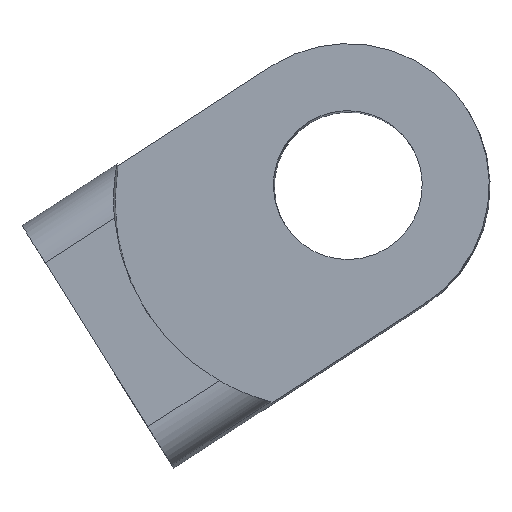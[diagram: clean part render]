
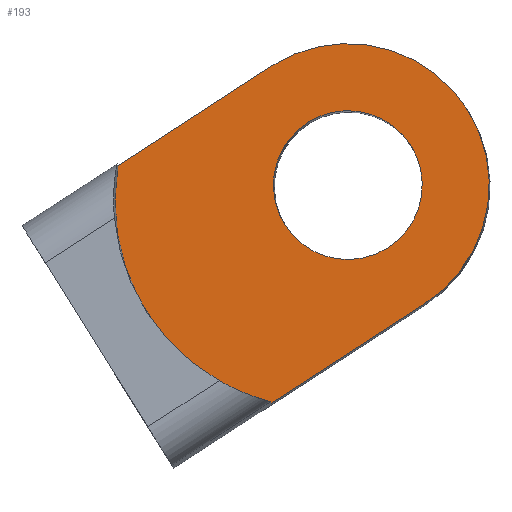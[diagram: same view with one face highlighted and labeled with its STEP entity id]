
A CAD part, front view. The second image highlights one B-rep face of the part: STEP entity #193.
In plain terms, the highlighted planar face has unit normal (-0.009, -1, 0.015).
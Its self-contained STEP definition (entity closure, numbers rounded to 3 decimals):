
#21 = EDGE_CURVE('',#22,#24,#26,.T.);
#22 = VERTEX_POINT('',#23);
#23 = CARTESIAN_POINT('',(-114.424,47.006,
    526.246));
#24 = VERTEX_POINT('',#25);
#25 = CARTESIAN_POINT('',(-104.24,47.009,532.844
    ));
#26 = SURFACE_CURVE('',#27,(#31,#43),.PCURVE_S1.);
#27 = LINE('',#28,#29);
#28 = CARTESIAN_POINT('',(-105.005,47.009,
    532.349));
#29 = VECTOR('',#30,1.);
#30 = DIRECTION('',(0.839,0.,0.544));
#31 = PCURVE('',#32,#37);
#32 = PLANE('',#33);
#33 = AXIS2_PLACEMENT_3D('',#34,#35,#36);
#34 = CARTESIAN_POINT('',(-104.333,37.011,
    532.992));
#35 = DIRECTION('',(0.544,-0.017,-0.839));
#36 = DIRECTION('',(0.839,0.,0.544));
#37 = DEFINITIONAL_REPRESENTATION('',(#38),#42);
#38 = LINE('',#39,#40);
#39 = CARTESIAN_POINT('',(-0.911,-10.));
#40 = VECTOR('',#41,1.);
#41 = DIRECTION('',(1.,0.));
#42 = ( GEOMETRIC_REPRESENTATION_CONTEXT(2) 
PARAMETRIC_REPRESENTATION_CONTEXT() REPRESENTATION_CONTEXT('2D SPACE',''
  ) );
#43 = PCURVE('',#44,#49);
#44 = PLANE('',#45);
#45 = AXIS2_PLACEMENT_3D('',#46,#47,#48);
#46 = CARTESIAN_POINT('',(-110.917,47.174,
    539.799));
#47 = DIRECTION('',(-0.009,-1.,
    0.015));
#48 = DIRECTION('',(0.53,-0.017,-0.848)
  );
#49 = DEFINITIONAL_REPRESENTATION('',(#50),#54);
#50 = LINE('',#51,#52);
#51 = CARTESIAN_POINT('',(9.453,1.066));
#52 = VECTOR('',#53,1.);
#53 = DIRECTION('',(-0.016,1.));
#54 = ( GEOMETRIC_REPRESENTATION_CONTEXT(2) 
PARAMETRIC_REPRESENTATION_CONTEXT() REPRESENTATION_CONTEXT('2D SPACE',''
  ) );
#72 = CYLINDRICAL_SURFACE('',#73,9.5);
#73 = AXIS2_PLACEMENT_3D('',#74,#75,#76);
#74 = CARTESIAN_POINT('',(-109.366,37.177,541.047)
  );
#75 = DIRECTION('',(-0.009,-1.,
    0.015));
#76 = DIRECTION('',(0.848,0.,0.53));
#182 = CYLINDRICAL_SURFACE('',#183,14.);
#183 = AXIS2_PLACEMENT_3D('',#184,#185,#186);
#184 = CARTESIAN_POINT('',(-111.009,37.176,
    539.947));
#185 = DIRECTION('',(-0.009,-1.,
    0.015));
#186 = DIRECTION('',(0.848,0.,0.53));
#193 = ADVANCED_FACE('',(#194,#279),#44,.T.);
#194 = FACE_BOUND('',#195,.F.);
#195 = EDGE_LOOP('',(#196,#197,#225,#253));
#196 = ORIENTED_EDGE('',*,*,#21,.F.);
#197 = ORIENTED_EDGE('',*,*,#198,.T.);
#198 = EDGE_CURVE('',#22,#199,#201,.T.);
#199 = VERTEX_POINT('',#200);
#200 = CARTESIAN_POINT('',(-124.706,47.337,
    542.218));
#201 = SURFACE_CURVE('',#202,(#207,#218),.PCURVE_S1.);
#202 = CIRCLE('',#203,14.);
#203 = AXIS2_PLACEMENT_3D('',#204,#205,#206);
#204 = CARTESIAN_POINT('',(-110.917,47.174,
    539.799));
#205 = DIRECTION('',(0.009,1.,
    -0.015));
#206 = DIRECTION('',(0.848,0.,0.53));
#207 = PCURVE('',#44,#208);
#208 = DEFINITIONAL_REPRESENTATION('',(#209),#217);
#209 = ( BOUNDED_CURVE() B_SPLINE_CURVE(2,(#210,#211,#212,#213,#214,#215
,#216),.UNSPECIFIED.,.T.,.F.) B_SPLINE_CURVE_WITH_KNOTS((1,2,2,2,2,1),(
    -2.094,0.,2.094,4.189,6.283,
8.378),.UNSPECIFIED.) CURVE() GEOMETRIC_REPRESENTATION_ITEM() 
RATIONAL_B_SPLINE_CURVE((1.,0.5,1.,0.5,1.,0.5,1.)) REPRESENTATION_ITEM(
  '') );
#210 = CARTESIAN_POINT('',(0.,14.));
#211 = CARTESIAN_POINT('',(24.249,14.));
#212 = CARTESIAN_POINT('',(12.124,-7.));
#213 = CARTESIAN_POINT('',(0.,-28.));
#214 = CARTESIAN_POINT('',(-12.124,-7.));
#215 = CARTESIAN_POINT('',(-24.249,14.));
#216 = CARTESIAN_POINT('',(0.,14.));
#217 = ( GEOMETRIC_REPRESENTATION_CONTEXT(2) 
PARAMETRIC_REPRESENTATION_CONTEXT() REPRESENTATION_CONTEXT('2D SPACE',''
  ) );
#218 = PCURVE('',#182,#219);
#219 = DEFINITIONAL_REPRESENTATION('',(#220),#224);
#220 = LINE('',#221,#222);
#221 = CARTESIAN_POINT('',(-0.,-10.));
#222 = VECTOR('',#223,1.);
#223 = DIRECTION('',(-1.,0.));
#224 = ( GEOMETRIC_REPRESENTATION_CONTEXT(2) 
PARAMETRIC_REPRESENTATION_CONTEXT() REPRESENTATION_CONTEXT('2D SPACE',''
  ) );
#225 = ORIENTED_EDGE('',*,*,#226,.T.);
#226 = EDGE_CURVE('',#199,#227,#229,.T.);
#227 = VERTEX_POINT('',#228);
#228 = CARTESIAN_POINT('',(-114.307,47.341,
    548.954));
#229 = SURFACE_CURVE('',#230,(#234,#241),.PCURVE_S1.);
#230 = LINE('',#231,#232);
#231 = CARTESIAN_POINT('',(-115.202,47.341,
    548.374));
#232 = VECTOR('',#233,1.);
#233 = DIRECTION('',(0.839,0.,0.544));
#234 = PCURVE('',#44,#235);
#235 = DEFINITIONAL_REPRESENTATION('',(#236),#240);
#236 = LINE('',#237,#238);
#237 = CARTESIAN_POINT('',(-9.545,0.91));
#238 = VECTOR('',#239,1.);
#239 = DIRECTION('',(-0.016,1.));
#240 = ( GEOMETRIC_REPRESENTATION_CONTEXT(2) 
PARAMETRIC_REPRESENTATION_CONTEXT() REPRESENTATION_CONTEXT('2D SPACE',''
  ) );
#241 = PCURVE('',#242,#247);
#242 = PLANE('',#243);
#243 = AXIS2_PLACEMENT_3D('',#244,#245,#246);
#244 = CARTESIAN_POINT('',(-114.4,37.342,
    549.102));
#245 = DIRECTION('',(0.544,-0.017,-0.839)
  );
#246 = DIRECTION('',(0.839,0.,0.544));
#247 = DEFINITIONAL_REPRESENTATION('',(#248),#252);
#248 = LINE('',#249,#250);
#249 = CARTESIAN_POINT('',(-1.066,-10.));
#250 = VECTOR('',#251,1.);
#251 = DIRECTION('',(1.,0.));
#252 = ( GEOMETRIC_REPRESENTATION_CONTEXT(2) 
PARAMETRIC_REPRESENTATION_CONTEXT() REPRESENTATION_CONTEXT('2D SPACE',''
  ) );
#253 = ORIENTED_EDGE('',*,*,#254,.T.);
#254 = EDGE_CURVE('',#227,#24,#255,.T.);
#255 = SURFACE_CURVE('',#256,(#261,#272),.PCURVE_S1.);
#256 = CIRCLE('',#257,9.5);
#257 = AXIS2_PLACEMENT_3D('',#258,#259,#260);
#258 = CARTESIAN_POINT('',(-109.274,47.175,540.899
    ));
#259 = DIRECTION('',(0.009,1.,
    -0.015));
#260 = DIRECTION('',(0.848,0.,0.53));
#261 = PCURVE('',#44,#262);
#262 = DEFINITIONAL_REPRESENTATION('',(#263),#271);
#263 = ( BOUNDED_CURVE() B_SPLINE_CURVE(2,(#264,#265,#266,#267,#268,#269
,#270),.UNSPECIFIED.,.T.,.F.) B_SPLINE_CURVE_WITH_KNOTS((1,2,2,2,2,1),(
    -2.094,0.,2.094,4.189,6.283,
8.378),.UNSPECIFIED.) CURVE() GEOMETRIC_REPRESENTATION_ITEM() 
RATIONAL_B_SPLINE_CURVE((1.,0.5,1.,0.5,1.,0.5,1.)) REPRESENTATION_ITEM(
  '') );
#264 = CARTESIAN_POINT('',(-0.062,11.476));
#265 = CARTESIAN_POINT('',(16.392,11.476));
#266 = CARTESIAN_POINT('',(8.165,-2.774));
#267 = CARTESIAN_POINT('',(-0.062,-17.024));
#268 = CARTESIAN_POINT('',(-8.289,-2.774));
#269 = CARTESIAN_POINT('',(-16.517,11.476));
#270 = CARTESIAN_POINT('',(-0.062,11.476));
#271 = ( GEOMETRIC_REPRESENTATION_CONTEXT(2) 
PARAMETRIC_REPRESENTATION_CONTEXT() REPRESENTATION_CONTEXT('2D SPACE',''
  ) );
#272 = PCURVE('',#72,#273);
#273 = DEFINITIONAL_REPRESENTATION('',(#274),#278);
#274 = LINE('',#275,#276);
#275 = CARTESIAN_POINT('',(12.566,-10.));
#276 = VECTOR('',#277,1.);
#277 = DIRECTION('',(-1.,0.));
#278 = ( GEOMETRIC_REPRESENTATION_CONTEXT(2) 
PARAMETRIC_REPRESENTATION_CONTEXT() REPRESENTATION_CONTEXT('2D SPACE',''
  ) );
#279 = FACE_BOUND('',#280,.F.);
#280 = EDGE_LOOP('',(#281));
#281 = ORIENTED_EDGE('',*,*,#282,.F.);
#282 = EDGE_CURVE('',#283,#283,#285,.T.);
#283 = VERTEX_POINT('',#284);
#284 = CARTESIAN_POINT('',(-105.034,47.175,
    543.549));
#285 = SURFACE_CURVE('',#286,(#291,#302),.PCURVE_S1.);
#286 = CIRCLE('',#287,5.);
#287 = AXIS2_PLACEMENT_3D('',#288,#289,#290);
#288 = CARTESIAN_POINT('',(-109.274,47.175,540.899
    ));
#289 = DIRECTION('',(0.009,1.,
    -0.015));
#290 = DIRECTION('',(0.848,0.,0.53));
#291 = PCURVE('',#44,#292);
#292 = DEFINITIONAL_REPRESENTATION('',(#293),#301);
#293 = ( BOUNDED_CURVE() B_SPLINE_CURVE(2,(#294,#295,#296,#297,#298,#299
,#300),.UNSPECIFIED.,.T.,.F.) B_SPLINE_CURVE_WITH_KNOTS((1,2,2,2,2,1),(
    -2.094,0.,2.094,4.189,6.283,
8.378),.UNSPECIFIED.) CURVE() GEOMETRIC_REPRESENTATION_ITEM() 
RATIONAL_B_SPLINE_CURVE((1.,0.5,1.,0.5,1.,0.5,1.)) REPRESENTATION_ITEM(
  '') );
#294 = CARTESIAN_POINT('',(-0.062,6.976));
#295 = CARTESIAN_POINT('',(8.598,6.976));
#296 = CARTESIAN_POINT('',(4.268,-0.524));
#297 = CARTESIAN_POINT('',(-0.062,-8.024));
#298 = CARTESIAN_POINT('',(-4.392,-0.524));
#299 = CARTESIAN_POINT('',(-8.723,6.976));
#300 = CARTESIAN_POINT('',(-0.062,6.976));
#301 = ( GEOMETRIC_REPRESENTATION_CONTEXT(2) 
PARAMETRIC_REPRESENTATION_CONTEXT() REPRESENTATION_CONTEXT('2D SPACE',''
  ) );
#302 = PCURVE('',#303,#308);
#303 = CYLINDRICAL_SURFACE('',#304,5.);
#304 = AXIS2_PLACEMENT_3D('',#305,#306,#307);
#305 = CARTESIAN_POINT('',(-109.366,37.177,541.047
    ));
#306 = DIRECTION('',(-0.009,-1.,
    0.015));
#307 = DIRECTION('',(0.848,0.,0.53));
#308 = DEFINITIONAL_REPRESENTATION('',(#309),#313);
#309 = LINE('',#310,#311);
#310 = CARTESIAN_POINT('',(6.283,-10.));
#311 = VECTOR('',#312,1.);
#312 = DIRECTION('',(-1.,0.));
#313 = ( GEOMETRIC_REPRESENTATION_CONTEXT(2) 
PARAMETRIC_REPRESENTATION_CONTEXT() REPRESENTATION_CONTEXT('2D SPACE',''
  ) );
